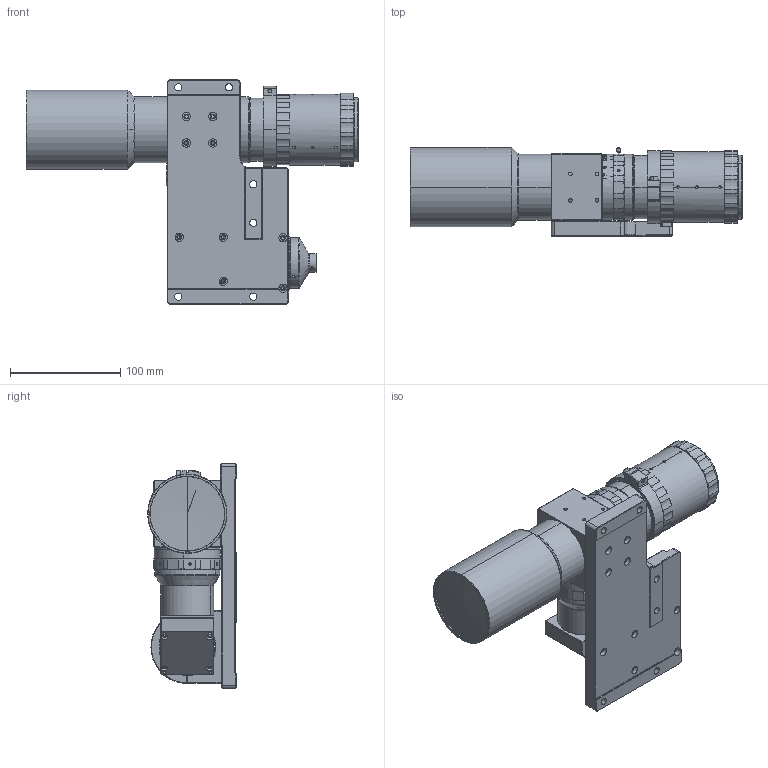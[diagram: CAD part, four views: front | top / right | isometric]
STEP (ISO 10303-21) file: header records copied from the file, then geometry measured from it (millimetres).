
FILE_DESCRIPTION (( 'STEP AP203' ), '1' );
FILE_NAME ('DTCA35F-44C-G-M58-AL(8).STEP', '2024-07-23T06:06:29', ( '' ), ( '' ), 'SwSTEP 2.0', 'SolidWorks 2017', '' );
FILE_SCHEMA (( 'CONFIG_CONTROL_DESIGN' ));
Length unit declared in the file: millimetre
Products named in the file (1): DTCA35F-44C-G-M58-AL(8)
Bounding box: 301.29 x 80.5 x 204 mm (x, y, z)
Volume: 1590010.7 mm3; surface area: 176449.7 mm2
Topology: 1 solids, 3 shells, 1311 faces, 3403 edges, 2137 vertices
Faces by surface type: cylinder 458, plane 386, cone 383, bspline 84
Entity records: 46501 total; most frequent: CARTESIAN_POINT 15116, ORIENTED_EDGE 6762, DIRECTION 6344, EDGE_CURVE 3381, AXIS2_PLACEMENT_3D 2488, VERTEX_POINT 2137, EDGE_LOOP 1462, LINE 1368
